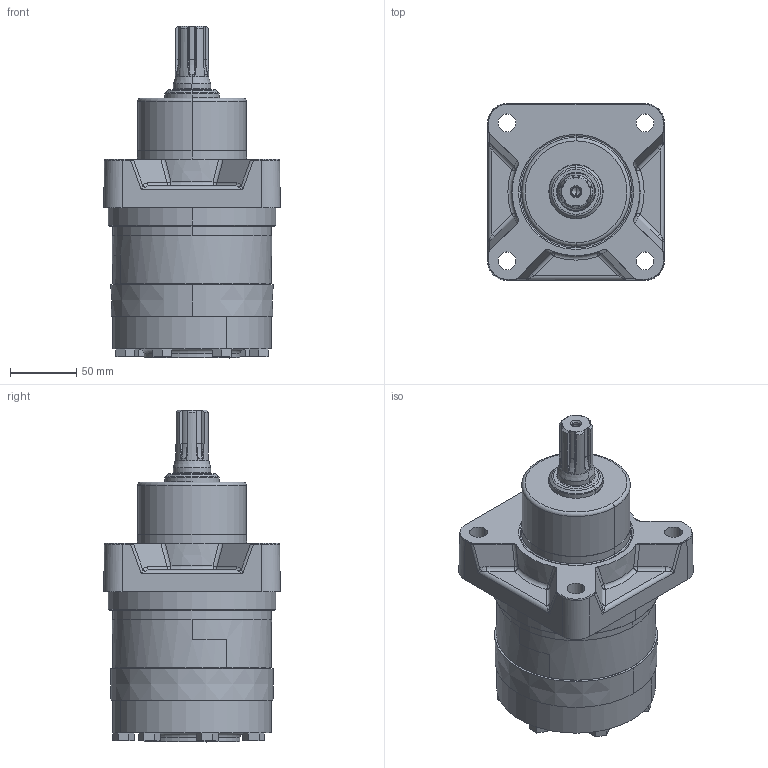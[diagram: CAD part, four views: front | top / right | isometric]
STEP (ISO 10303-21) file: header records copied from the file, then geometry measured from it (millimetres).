
FILE_DESCRIPTION((''),'2;1');
FILE_NAME('184-0568-002-3DMODEL','2017-08-07T',('E0430036'),(''),'PRO/ENGINEER BY PARAMETRIC TECHNOLOGY CORPORATION, 2010280','PRO/ENGINEER BY PARAMETRIC TECHNOLOGY CORPORATION, 2010280','');
FILE_SCHEMA(('CONFIG_CONTROL_DESIGN'));
Length unit declared in the file: inch
Products named in the file (1): 184-0568-002-3DMODEL
Bounding box: 133.52 x 133.52 x 251.1 mm (x, y, z)
Volume: 2074871 mm3; surface area: 127606.9 mm2
Topology: 1 solids, 4 shells, 448 faces, 2381 edges, 2036 vertices
Faces by surface type: plane 185, cylinder 121, cone 59, bspline 36, torus 35, sphere 12
Entity records: 26519 total; most frequent: CARTESIAN_POINT 6924, ORIENTED_EDGE 4742, DIRECTION 3408, EDGE_CURVE 2371, VERTEX_POINT 2036, VECTOR 1846, LINE 1846, AXIS2_PLACEMENT_3D 781
